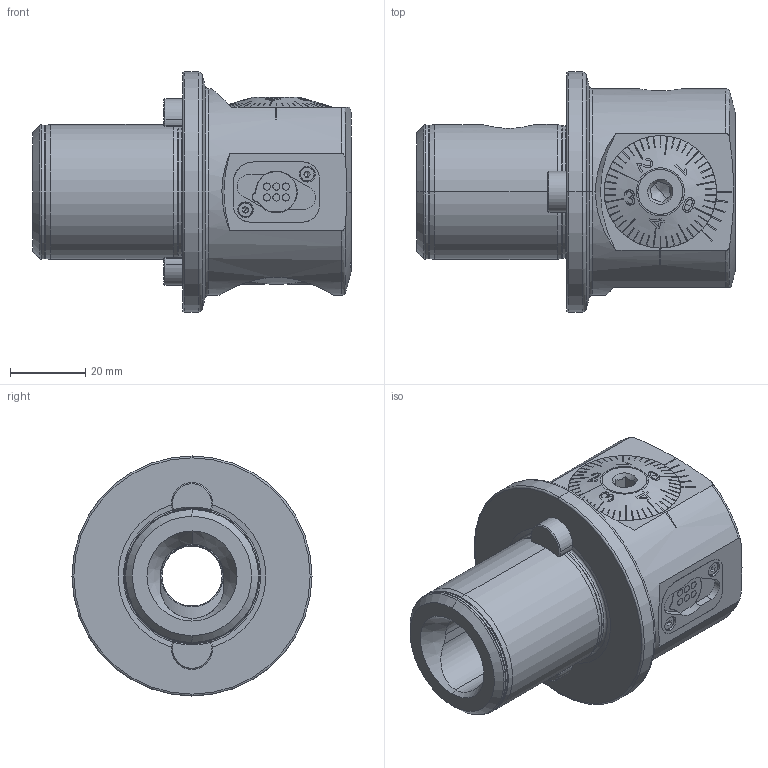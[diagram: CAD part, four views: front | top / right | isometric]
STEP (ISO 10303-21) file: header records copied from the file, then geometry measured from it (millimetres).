
FILE_DESCRIPTION (( 'STEP AP203' ), '1' );
FILE_NAME ('ST6-A55.DA2.045.STEP', '2017-03-20T10:39:47', ( 'SwiAdmin' ), ( '' ), 'SwSTEP 2.0', 'SolidWorks 2015', '' );
FILE_SCHEMA (( 'CONFIG_CONTROL_DESIGN' ));
Length unit declared in the file: millimetre
Products named in the file (27): Klebstoff D10; ISO 4026 - M10 x 16_PreviewCfg; ISO 4026 - M10 x 8; ST6-A55.DA2.045; Fxx-BG7.DA1.0xx_A_F42; A55-BG2.011.016_D; WCB-ER2.001.009_A; PEF-DA1.011.017_A; A55-BG2.014.007_A; A55-BG1.DA1.041_B_Dichtung; PEF-DA1.010.032_A; A55-BG2.015.007_A; A55-BG1.012.007_B; Fxx-BG7.DA1.0xx_A_F55; Fxx-MAB.xxx.xxx_A_F32x1.3; A55-BG1.DA3.041_Dichtung; ISO 4762 - M2 x 6; O-Ring 17 x ø2; A55-BG2.012.006_B; DIN 3771 - 13x1; A55-BG1.DA2.041_Dichtung; A55-BG2.013.005_C; Fxx-BG7.DA2.0xx_F55; A55-BG3.011.033_A_gek〉zt; DIN 3771 - 25x1.5; ST6-A55.DA1.045_A; ST6-ER2.001.012_A
Assembly tree (32 placements, depth 4):
  ST6-A55.DA2.045
    ST6-A55.DA1.045_A
    ISO 4026 - M10 x 8
    WCB-ER2.001.009_A
    A55-BG1.DA2.041_Dichtung
      A55-BG1.DA3.041_Dichtung
        A55-BG1.DA1.041_B_Dichtung
        A55-BG1.012.007_B
      A55-BG2.012.006_B
      A55-BG2.013.005_C
      DIN 3771 - 25x1.5
      ISO 4026 - M10 x 16_PreviewCfg  x2
      A55-BG2.015.007_A
        A55-BG2.011.016_D
        A55-BG2.014.007_A
      Fxx-MAB.xxx.xxx_A_F32x1.3
      O-Ring 17 x ø2
    A55-BG3.011.033_A_gek〉zt
    Klebstoff D10
    Fxx-BG7.DA2.0xx_F55
      Fxx-BG7.DA1.0xx_A_F42
      PEF-DA1.011.017_A  x2
      PEF-DA1.010.032_A  x3
      Fxx-BG7.DA1.0xx_A_F55
      ISO 4762 - M2 x 6  x2
      DIN 3771 - 13x1
    ST6-ER2.001.012_A  x2
Bounding box: 85 x 64 x 64 mm (x, y, z)
Volume: 121550.2 mm3; surface area: 47476.8 mm2
Topology: 28 solids, 28 shells, 1121 faces, 2823 edges, 1785 vertices
Faces by surface type: plane 474, cylinder 295, cone 215, torus 85, bspline 50, sphere 2
Entity records: 42196 total; most frequent: CARTESIAN_POINT 16371, ORIENTED_EDGE 4904, DIRECTION 4589, EDGE_CURVE 2452, AXIS2_PLACEMENT_3D 1801, VERTEX_POINT 1560, EDGE_LOOP 1046, LINE 987
